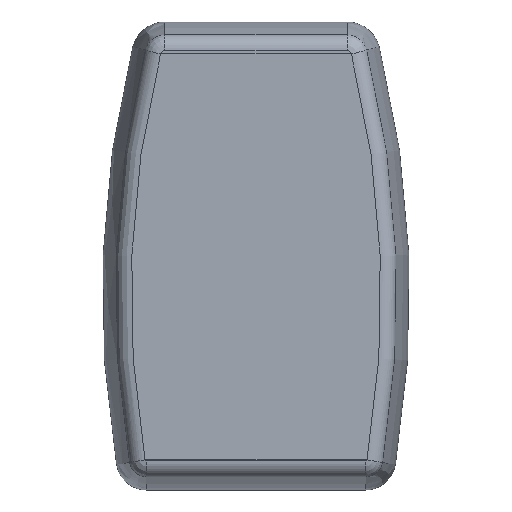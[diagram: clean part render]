
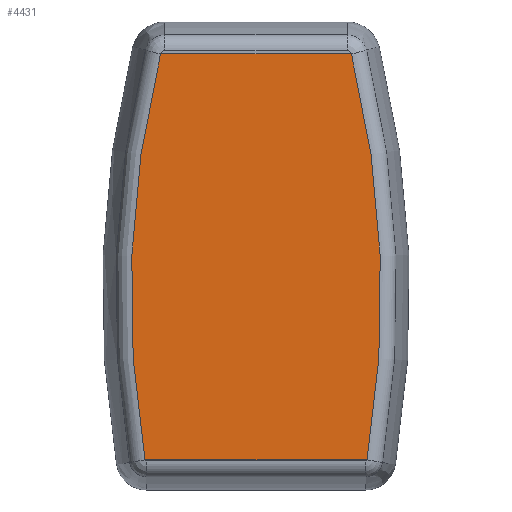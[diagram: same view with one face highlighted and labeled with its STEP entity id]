
A CAD part, top view. The second image highlights one B-rep face of the part: STEP entity #4431.
In plain terms, the highlighted free-form (B-spline) face has degree [6, 1] with [7, 2] control points.
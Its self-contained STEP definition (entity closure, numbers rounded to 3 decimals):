
#4431 = ADVANCED_FACE('',(#4432),#4447,.T.);
#4432 = FACE_BOUND('',#4433,.T.);
#4433 = EDGE_LOOP('',(#4434,#4468,#4483,#4500));
#4434 = ORIENTED_EDGE('',*,*,#4435,.T.);
#4435 = EDGE_CURVE('',#4436,#4438,#4440,.T.);
#4436 = VERTEX_POINT('',#4437);
#4437 = CARTESIAN_POINT('',(-26.507,56.065,32.));
#4438 = VERTEX_POINT('',#4439);
#4439 = CARTESIAN_POINT('',(-30.843,-56.667,32.));
#4440 = SURFACE_CURVE('',#4441,(#4446),.PCURVE_S1.);
#4441 = CIRCLE('',#4442,275.953);
#4442 = AXIS2_PLACEMENT_3D('',#4443,#4444,#4445);
#4443 = CARTESIAN_POINT('',(241.252,-10.683,32.));
#4444 = DIRECTION('',(0.,0.,1.));
#4445 = DIRECTION('',(1.,0.,0.));
#4446 = PCURVE('',#4447,#4462);
#4447 = B_SPLINE_SURFACE_WITH_KNOTS('',6,1,(
    (#4448,#4449)
    ,(#4450,#4451)
    ,(#4452,#4453)
    ,(#4454,#4455)
    ,(#4456,#4457)
    ,(#4458,#4459)
    ,(#4460,#4461
    )),.UNSPECIFIED.,.F.,.F.,.F.,(7,7),(2,2),(2.897,
    3.309),(0.,1.),.PIECEWISE_BEZIER_KNOTS.);
#4448 = CARTESIAN_POINT('',(-26.507,56.065,32.));
#4449 = CARTESIAN_POINT('',(26.507,56.065,32.));
#4450 = CARTESIAN_POINT('',(-31.087,37.691,32.));
#4451 = CARTESIAN_POINT('',(31.087,37.691,32.));
#4452 = CARTESIAN_POINT('',(-34.154,18.94,32.));
#4453 = CARTESIAN_POINT('',(34.154,18.94,32.));
#4454 = CARTESIAN_POINT('',(-35.67,-0.032,32.));
#4455 = CARTESIAN_POINT('',(35.67,-0.032,32.));
#4456 = CARTESIAN_POINT('',(-35.616,-19.065,32.));
#4457 = CARTESIAN_POINT('',(35.616,-19.065,32.));
#4458 = CARTESIAN_POINT('',(-33.998,-37.996,32.));
#4459 = CARTESIAN_POINT('',(33.998,-37.996,32.));
#4460 = CARTESIAN_POINT('',(-30.843,-56.667,32.));
#4461 = CARTESIAN_POINT('',(30.843,-56.667,32.));
#4462 = DEFINITIONAL_REPRESENTATION('',(#4463),#4467);
#4463 = LINE('',#4464,#4465);
#4464 = CARTESIAN_POINT('',(0.,0.));
#4465 = VECTOR('',#4466,1.);
#4466 = DIRECTION('',(1.,0.));
#4467 = ( GEOMETRIC_REPRESENTATION_CONTEXT(2) 
PARAMETRIC_REPRESENTATION_CONTEXT() REPRESENTATION_CONTEXT('2D SPACE',''
  ) );
#4468 = ORIENTED_EDGE('',*,*,#4469,.T.);
#4469 = EDGE_CURVE('',#4438,#4470,#4472,.T.);
#4470 = VERTEX_POINT('',#4471);
#4471 = CARTESIAN_POINT('',(30.843,-56.667,32.));
#4472 = SURFACE_CURVE('',#4473,(#4476),.PCURVE_S1.);
#4473 = B_SPLINE_CURVE_WITH_KNOTS('',1,(#4474,#4475),.UNSPECIFIED.,.F.,
  .F.,(2,2),(0.,1.),.PIECEWISE_BEZIER_KNOTS.);
#4474 = CARTESIAN_POINT('',(-30.843,-56.667,32.));
#4475 = CARTESIAN_POINT('',(30.843,-56.667,32.));
#4476 = PCURVE('',#4447,#4477);
#4477 = DEFINITIONAL_REPRESENTATION('',(#4478),#4482);
#4478 = LINE('',#4479,#4480);
#4479 = CARTESIAN_POINT('',(3.309,0.));
#4480 = VECTOR('',#4481,1.);
#4481 = DIRECTION('',(0.,1.));
#4482 = ( GEOMETRIC_REPRESENTATION_CONTEXT(2) 
PARAMETRIC_REPRESENTATION_CONTEXT() REPRESENTATION_CONTEXT('2D SPACE',''
  ) );
#4483 = ORIENTED_EDGE('',*,*,#4484,.T.);
#4484 = EDGE_CURVE('',#4470,#4485,#4487,.T.);
#4485 = VERTEX_POINT('',#4486);
#4486 = CARTESIAN_POINT('',(26.507,56.065,32.));
#4487 = SURFACE_CURVE('',#4488,(#4493),.PCURVE_S1.);
#4488 = CIRCLE('',#4489,275.953);
#4489 = AXIS2_PLACEMENT_3D('',#4490,#4491,#4492);
#4490 = CARTESIAN_POINT('',(-241.252,-10.683,32.));
#4491 = DIRECTION('',(0.,0.,1.));
#4492 = DIRECTION('',(1.,0.,0.));
#4493 = PCURVE('',#4447,#4494);
#4494 = DEFINITIONAL_REPRESENTATION('',(#4495),#4499);
#4495 = LINE('',#4496,#4497);
#4496 = CARTESIAN_POINT('',(9.425,1.));
#4497 = VECTOR('',#4498,1.);
#4498 = DIRECTION('',(-1.,0.));
#4499 = ( GEOMETRIC_REPRESENTATION_CONTEXT(2) 
PARAMETRIC_REPRESENTATION_CONTEXT() REPRESENTATION_CONTEXT('2D SPACE',''
  ) );
#4500 = ORIENTED_EDGE('',*,*,#4501,.F.);
#4501 = EDGE_CURVE('',#4436,#4485,#4502,.T.);
#4502 = SURFACE_CURVE('',#4503,(#4506),.PCURVE_S1.);
#4503 = B_SPLINE_CURVE_WITH_KNOTS('',1,(#4504,#4505),.UNSPECIFIED.,.F.,
  .F.,(2,2),(0.,1.),.PIECEWISE_BEZIER_KNOTS.);
#4504 = CARTESIAN_POINT('',(-26.507,56.065,32.));
#4505 = CARTESIAN_POINT('',(26.507,56.065,32.));
#4506 = PCURVE('',#4447,#4507);
#4507 = DEFINITIONAL_REPRESENTATION('',(#4508),#4512);
#4508 = LINE('',#4509,#4510);
#4509 = CARTESIAN_POINT('',(2.897,0.));
#4510 = VECTOR('',#4511,1.);
#4511 = DIRECTION('',(0.,1.));
#4512 = ( GEOMETRIC_REPRESENTATION_CONTEXT(2) 
PARAMETRIC_REPRESENTATION_CONTEXT() REPRESENTATION_CONTEXT('2D SPACE',''
  ) );
